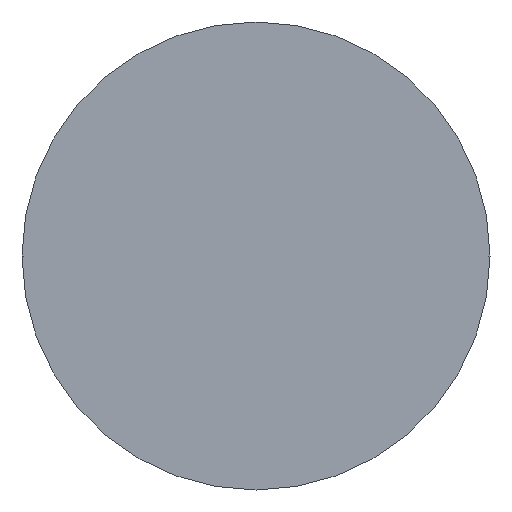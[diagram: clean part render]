
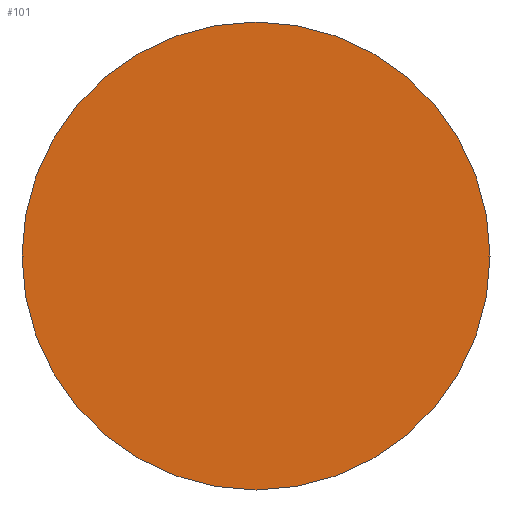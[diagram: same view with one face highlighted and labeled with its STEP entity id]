
A CAD part, left-side view. The second image highlights one B-rep face of the part: STEP entity #101.
In plain terms, the highlighted planar face has unit normal (-1, 0, 0).
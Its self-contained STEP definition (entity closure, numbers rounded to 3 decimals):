
#34=CARTESIAN_POINT('',(0.,0.,0.));
#35=DIRECTION('',(1.,0.,0.));
#36=DIRECTION('',(0.,1.,0.));
#37=AXIS2_PLACEMENT_3D('',#34,#35,#36);
#39=CARTESIAN_POINT('',(0.,0.,0.));
#40=DIRECTION('',(-1.,0.,0.));
#41=DIRECTION('',(0.,1.,0.));
#42=AXIS2_PLACEMENT_3D('',#39,#40,#41);
#45=CARTESIAN_POINT('',(0.,17.4,0.));
#47=VERTEX_POINT('',#45);
#49=CARTESIAN_POINT('',(0.,-17.4,0.));
#51=VERTEX_POINT('',#49);
#92=CARTESIAN_POINT('',(0.,0.,0.));
#93=DIRECTION('',(-1.,0.,0.));
#94=DIRECTION('',(0.,1.,0.));
#95=AXIS2_PLACEMENT_3D('',#92,#93,#94);
#96=PLANE('',#95);
#97=ORIENTED_EDGE('',*,*,#74,.T.);
#98=ORIENTED_EDGE('',*,*,#85,.F.);
#99=EDGE_LOOP('',(#97,#98));
#100=FACE_OUTER_BOUND('',#99,.F.);
#38=CIRCLE('',#37,17.4);
#43=CIRCLE('',#42,17.4);
#74=EDGE_CURVE('',#47,#51,#38,.T.);
#85=EDGE_CURVE('',#47,#51,#43,.T.);
#101=ADVANCED_FACE('',(#100),#96,.T.);
